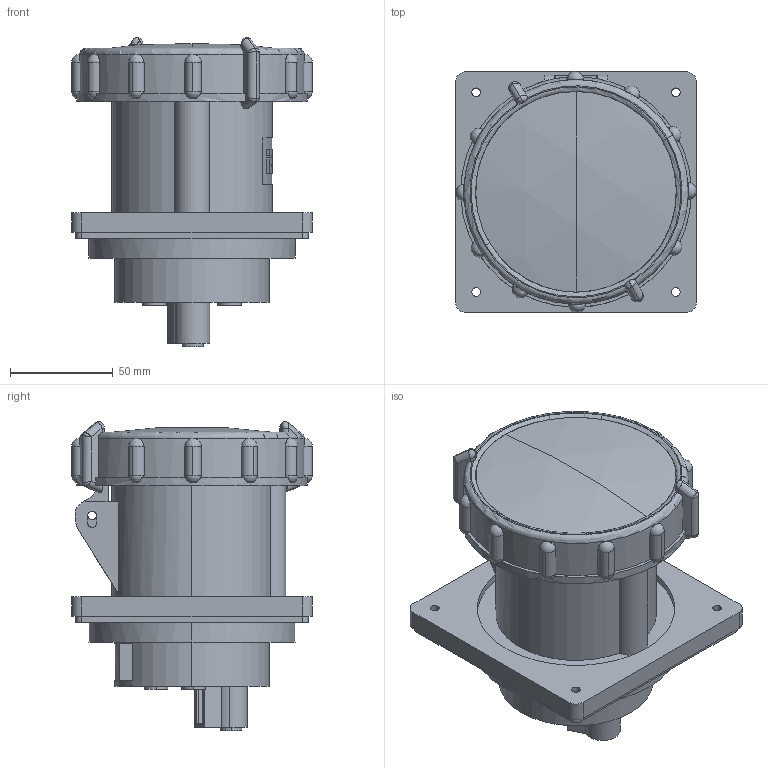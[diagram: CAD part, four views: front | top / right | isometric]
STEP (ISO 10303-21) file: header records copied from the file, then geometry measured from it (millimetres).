
FILE_DESCRIPTION (( 'STEP AP214' ), '1' );
FILE_NAME ('PSN72-063-4-2-67 Ðîçåòêà âñ. MAGNUM ÑÑÈ-434 63À-6÷_380-415Â 3P+PE IP67 IEK.STEP', '2025-09-08T15:20:19', ( '' ), ( '' ), 'SwSTEP 2.0', 'SolidWorks 2022', '' );
FILE_SCHEMA (( 'AUTOMOTIVE_DESIGN' ));
Length unit declared in the file: millimetre
Products named in the file (1): PSN72-063-4-2-67 Розетка вс. MAGNUM ССИ-434 63А-6ч_380-415В 3P+PE IP67 IEK
Bounding box: 117 x 117 x 150.15 mm (x, y, z)
Volume: 644411.1 mm3; surface area: 167901.8 mm2
Topology: 13 solids, 13 shells, 848 faces, 2233 edges, 1438 vertices
Faces by surface type: plane 412, cylinder 300, torus 65, bspline 41, cone 26, sphere 4
Entity records: 32180 total; most frequent: CARTESIAN_POINT 10985, DIRECTION 4406, ORIENTED_EDGE 4386, EDGE_CURVE 2193, AXIS2_PLACEMENT_3D 1625, VERTEX_POINT 1438, LINE 1156, VECTOR 1156
